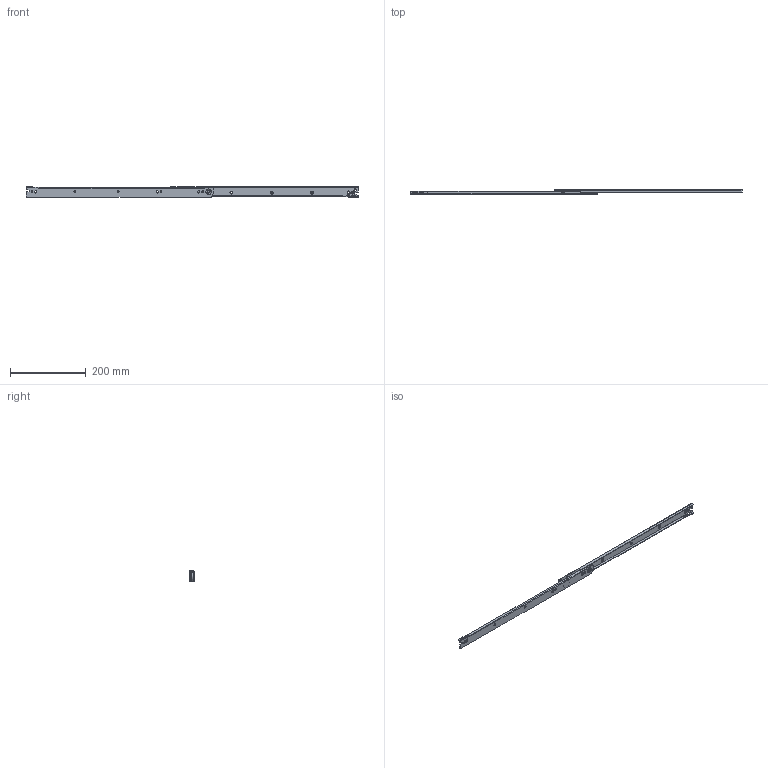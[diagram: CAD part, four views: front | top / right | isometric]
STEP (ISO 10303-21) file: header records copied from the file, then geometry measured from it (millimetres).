
FILE_DESCRIPTION((''),'2;1');
FILE_NAME('','2005-12-14T16:30:19',(''),(''),'','CADfix','');
FILE_SCHEMA(('AUTOMOTIVE_DESIGN'));
Length unit declared in the file: millimetre
Products named in the file (4): roller; member_B; member_A; TM_211_5_1246_36
Assembly tree (4 placements, depth 2):
  TM_211_5_1246_36
    roller  x2
    member_B
    member_A
Bounding box: 876 x 12.5 x 28.5 mm (x, y, z)
Volume: 52979.4 mm3; surface area: 71216.7 mm2
Topology: 4 solids, 4 shells, 185 faces, 609 edges, 434 vertices
Faces by surface type: bspline 185
Entity records: 6578 total; most frequent: CARTESIAN_POINT 3323, ORIENTED_EDGE 1158, EDGE_CURVE 579, VERTEX_POINT 410, QUASI_UNIFORM_CURVE 293, EDGE_LOOP 221, FACE_OUTER_BOUND 175, ADVANCED_FACE 175
